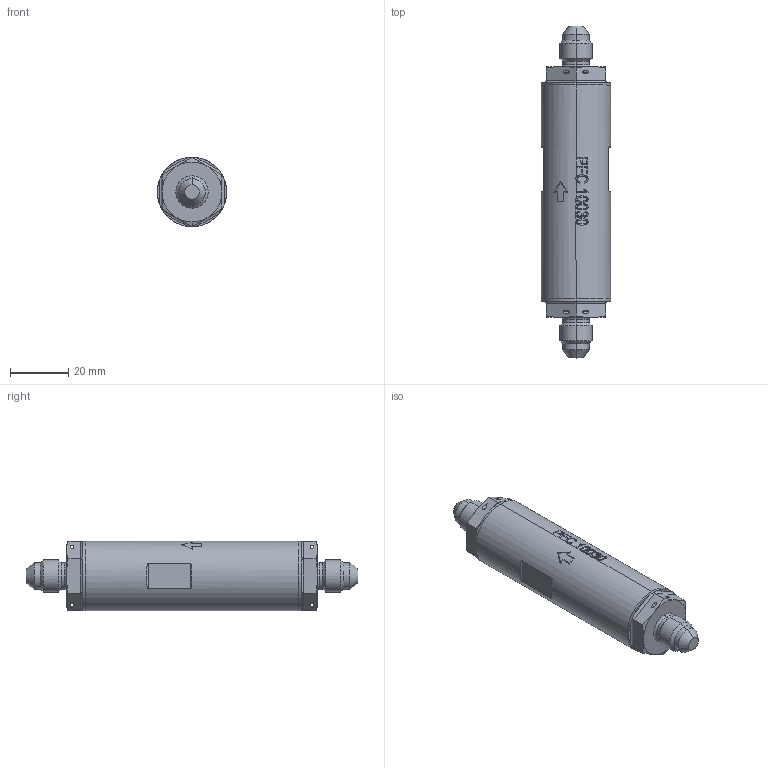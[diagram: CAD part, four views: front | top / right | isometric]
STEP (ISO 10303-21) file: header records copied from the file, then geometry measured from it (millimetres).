
FILE_DESCRIPTION (( 'STEP AP214' ), '1' );
FILE_NAME ('10030 (Simple).STEP', '2015-07-27T18:04:12', ( '' ), ( '' ), 'SwSTEP 2.0', 'SolidWorks 2015', '' );
FILE_SCHEMA (( 'AUTOMOTIVE_DESIGN' ));
Length unit declared in the file: inch
Products named in the file (4): 07016101 A (SIMPLE); 07016100 A (SIMPLE); 07016201 A (SIMPLE); 10030 (Simple)
Assembly tree (3 placements, depth 2):
  10030 (Simple)
    07016100 A (SIMPLE)
    07016201 A (SIMPLE)
    07016101 A (SIMPLE)
Bounding box: 23.88 x 114.3 x 23.88 mm (x, y, z)
Volume: 46525.2 mm3; surface area: 11635.2 mm2
Topology: 3 solids, 3 shells, 262 faces, 649 edges, 405 vertices
Faces by surface type: plane 89, cylinder 73, bspline 55, cone 37, torus 8
Entity records: 10992 total; most frequent: CARTESIAN_POINT 5187, ORIENTED_EDGE 1298, DIRECTION 978, EDGE_CURVE 649, VERTEX_POINT 405, AXIS2_PLACEMENT_3D 358, EDGE_LOOP 282, LINE 262
